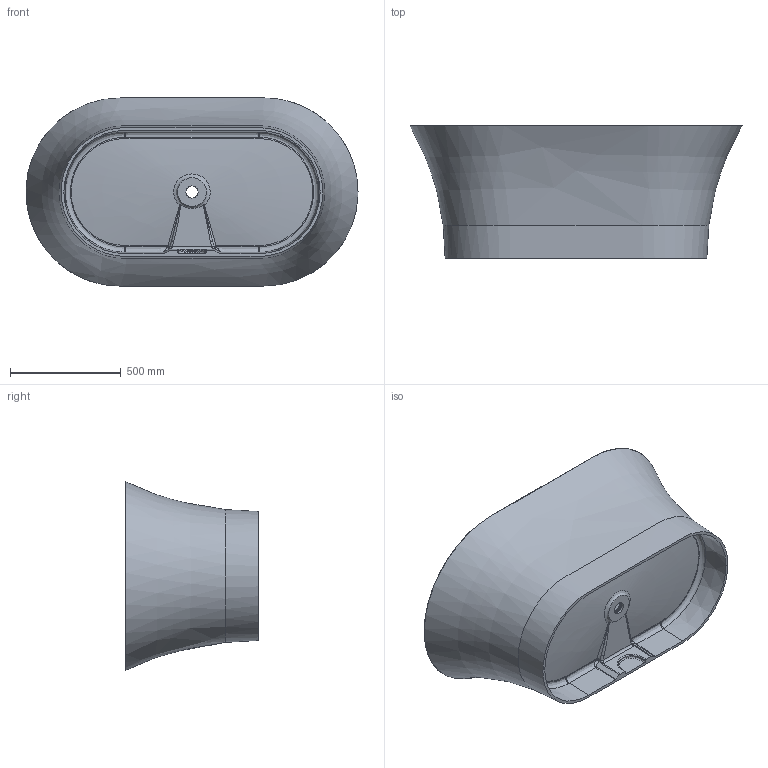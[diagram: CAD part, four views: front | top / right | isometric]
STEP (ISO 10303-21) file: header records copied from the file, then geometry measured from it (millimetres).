
FILE_DESCRIPTION (( 'STEP AP214' ), '1' );
FILE_NAME ('Helga.STEP', '2022-08-02T08:28:25', ( 'User Windows' ), ( '' ), 'SwSTEP 2.0', 'SolidWorks 2020', '' );
FILE_SCHEMA (( 'AUTOMOTIVE_DESIGN' ));
Length unit declared in the file: millimetre
Products named in the file (1): Helga
Bounding box: 1500 x 600 x 850 mm (x, y, z)
Volume: 71716784.8 mm3; surface area: 5333215.3 mm2
Topology: 1 solids, 1 shells, 103 faces, 281 edges, 181 vertices
Faces by surface type: bspline 47, plane 29, cylinder 24, cone 3
Full cylindrical faces by diameter (mm): 55 x2
Entity records: 14251 total; most frequent: CARTESIAN_POINT 12092, ORIENTED_EDGE 534, DIRECTION 304, EDGE_CURVE 267, VERTEX_POINT 176, EDGE_LOOP 117, B_SPLINE_CURVE_WITH_KNOTS 111, AXIS2_PLACEMENT_3D 111
